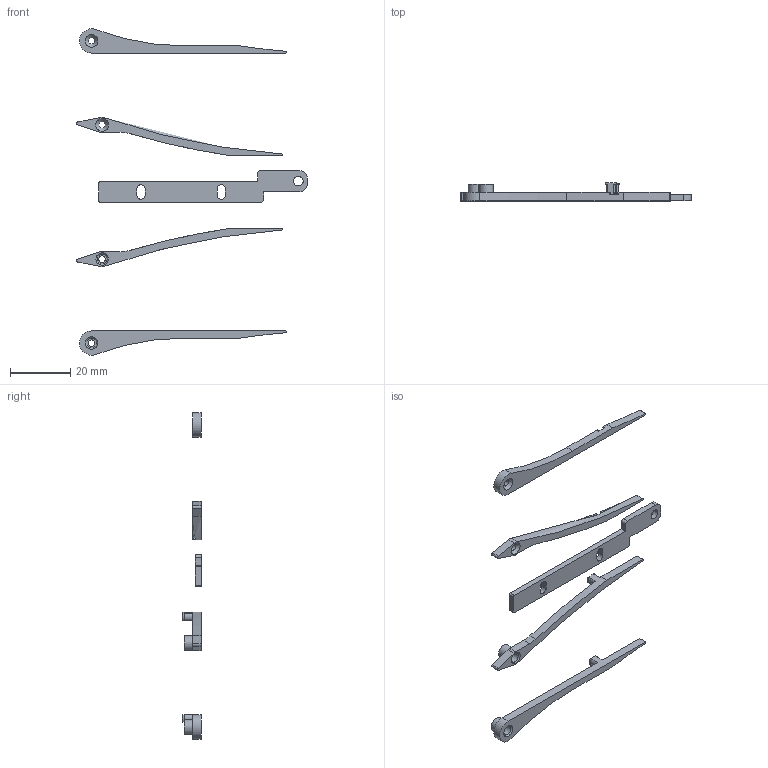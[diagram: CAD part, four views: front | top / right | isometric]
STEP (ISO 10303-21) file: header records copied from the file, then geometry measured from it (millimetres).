
FILE_DESCRIPTION(/* description */ (''),/* implementation_level */ '2;1');
FILE_NAME(/* name */ 'RR_ThreeWayLever02.stp',/* time_stamp */ '2025-03-15T23:44:31+09:00',/* author */ ('kumagai'),/* organization */ (''),/* preprocessor_version */ 'ST-DEVELOPER v20',/* originating_system */ 'Autodesk Inventor 2025',/* authorisation */ '');
FILE_SCHEMA (('AUTOMOTIVE_DESIGN { 1 0 10303 214 3 1 1 }'));
Length unit declared in the file: millimetre
Products named in the file (1): RR_ThreeWayLever-02
Bounding box: 76.37 x 6 x 108 mm (x, y, z)
Volume: 3105.7 mm3; surface area: 4681.2 mm2
Topology: 5 solids, 5 shells, 115 faces, 388 edges, 421 vertices
Faces by surface type: cylinder 57, plane 54, cone 4
Full cylindrical faces by diameter (mm): 2.2 x4, 3.2 x1, 3.3 x2, 4.8 x2
Entity records: 4297 total; most frequent: CARTESIAN_POINT 866, DIRECTION 783, ORIENTED_EDGE 598, AXIS2_PLACEMENT_3D 309, EDGE_CURVE 299, VERTEX_POINT 198, CIRCLE 193, LINE 165
